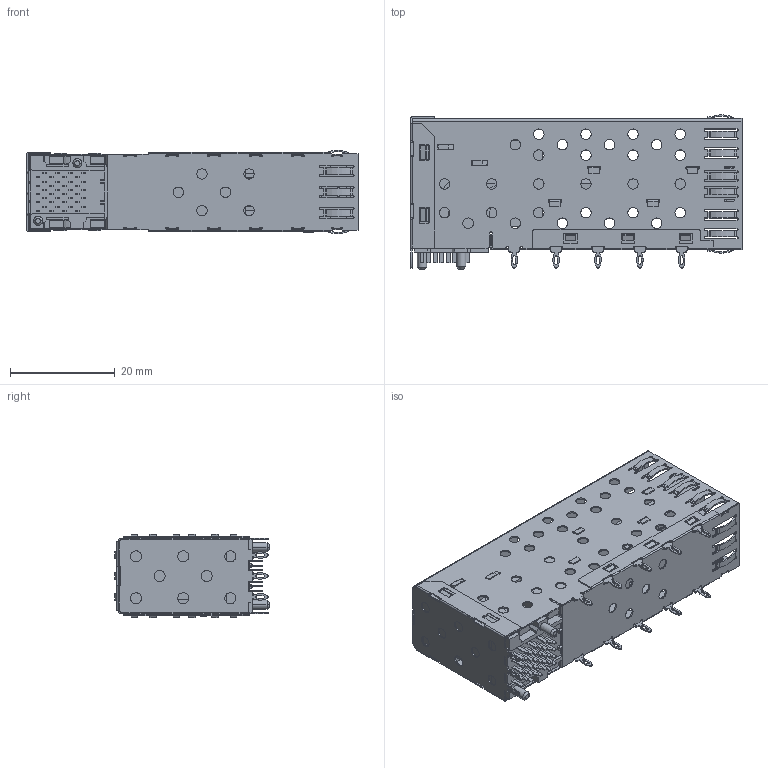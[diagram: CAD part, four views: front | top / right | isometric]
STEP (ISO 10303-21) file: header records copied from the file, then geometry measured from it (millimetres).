
FILE_DESCRIPTION((''),'2;1');
FILE_NAME('ASM0001_ASM','2025-10-16T18:32:12',('gongchengVV'),(''),'CREO PARAMETRIC BY PTC INC, 2020033','CREO PARAMETRIC BY PTC INC, 2020033','');
FILE_SCHEMA(('CONFIG_CONTROL_DESIGN'));
Products named in the file (4): 3D-ESFP11062701-SFP2X1-STAND-IN; PRT0001; PRT0002; ASM0001_ASM
Assembly tree (3 placements, depth 2):
  ASM0001_ASM
    3D-ESFP11062701-SFP2X1-STAND-IN
    PRT0001
    PRT0002
Bounding box: 63.4 x 29.45 x 15.9 mm (x, y, z)
Volume: 7694.1 mm3; surface area: 22608.3 mm2
Topology: 88 solids, 98 shells, 5984 faces, 16745 edges, 10716 vertices
Faces by surface type: plane 4212, cylinder 1722, extrusion 42, cone 4, sphere 4
Entity records: 194146 total; most frequent: CARTESIAN_POINT 37397, ORIENTED_EDGE 33482, DIRECTION 31395, EDGE_CURVE 16741, VECTOR 12981, LINE 12939, VERTEX_POINT 10716, AXIS2_PLACEMENT_3D 9207
